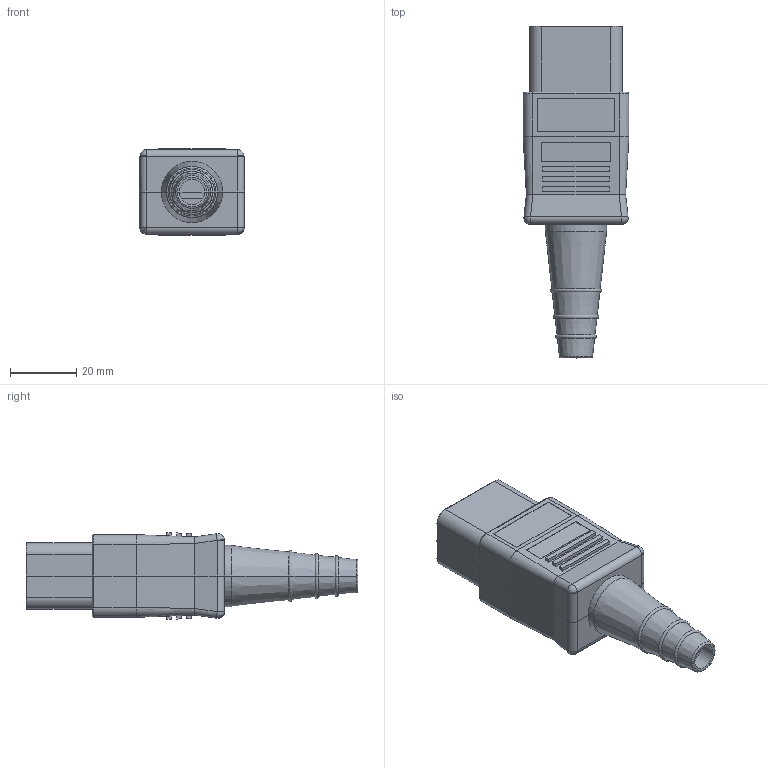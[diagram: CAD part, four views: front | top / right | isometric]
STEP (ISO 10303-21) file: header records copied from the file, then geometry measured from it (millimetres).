
FILE_DESCRIPTION (( 'STEP AP214' ), '1' );
FILE_NAME ('ACM-C9-IT-LC_3D.step', '2023-10-17T07:21:28', ( '' ), ( '' ), 'SwSTEP 2.0', 'SolidWorks 2022', '' );
FILE_SCHEMA (( 'AUTOMOTIVE_DESIGN' ));
Length unit declared in the file: millimetre
Products named in the file (1): ACM-C9-IT-LC_3D
Bounding box: 32 x 100.35 x 26.27 mm (x, y, z)
Surface area: 29139.9 mm2 (no closed solid volume)
Topology: 0 solids, 19 shells, 982 faces, 2631 edges, 1722 vertices
Faces by surface type: plane 656, cylinder 240, torus 40, bspline 22, cone 16, sphere 8
Entity records: 36061 total; most frequent: CARTESIAN_POINT 11613, ORIENTED_EDGE 5246, DIRECTION 4687, EDGE_CURVE 2629, VECTOR 1833, LINE 1833, VERTEX_POINT 1722, AXIS2_PLACEMENT_3D 1427
